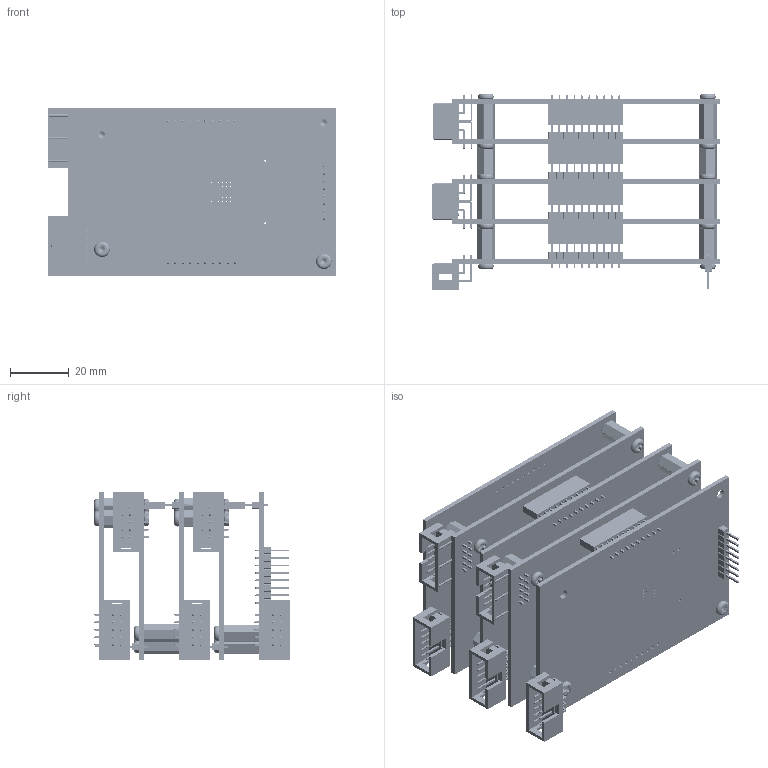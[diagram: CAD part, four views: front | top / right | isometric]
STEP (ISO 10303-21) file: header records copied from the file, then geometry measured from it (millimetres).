
FILE_DESCRIPTION(/* description */ ('Unknown'),/* implementation_level */ '2;1');
FILE_NAME(/* name */ 'Montaje_PCB',/* time_stamp */ '2018-07-17T11:11:05+02:00',/* author */ ('Unknown'),/* organization */ ('Unknown'),/* preprocessor_version */ 'ST-DEVELOPER v16.7',/* originating_system */ 'DEX',/* authorisation */ $);
FILE_SCHEMA (('AUTOMOTIVE_DESIGN {1 0 10303 214 3 1 1}'));
Length unit declared in the file: millimetre
Products named in the file (8): Montaje; PCB_BMS; IDC_Header_2x05_P254mm_Horizontal__1; Pin_Header_Straight_1x10_Pitch254mm__1; PinSocket_1x10_P254mm_Vertical__1; Separador M3x12; M3x6 Philips Screw; Pin_Header_Straight_1x08_Pitch254mm__1
Assembly tree (43 placements, depth 2):
  Montaje
    PCB_BMS  x5
    IDC_Header_2x05_P254mm_Horizontal__1  x5
    Pin_Header_Straight_1x10_Pitch254mm__1  x4
    PinSocket_1x10_P254mm_Vertical__1  x4
    Separador M3x12  x8
    M3x6 Philips Screw  x16
    Pin_Header_Straight_1x08_Pitch254mm__1
Bounding box: 97.57 x 66.65 x 57 mm (x, y, z)
Volume: 50702.8 mm3; surface area: 73604.1 mm2
Topology: 43 solids, 43 shells, 6571 faces, 16653 edges, 10462 vertices
Faces by surface type: plane 3983, bspline 1536, cylinder 796, sphere 112, torus 112, cone 32
Full cylindrical faces by diameter (mm): 0.3 x180, 1 x185, 1.016 x50, 2.5 x8, 3.2 x36, 5.3 x16
Entity records: 45059 total; most frequent: CARTESIAN_POINT 8168, ORIENTED_EDGE 6036, DIRECTION 5518, EDGE_CURVE 3018, LINE 2562, VECTOR 2562, VERTEX_POINT 1961, EDGE_LOOP 1611
